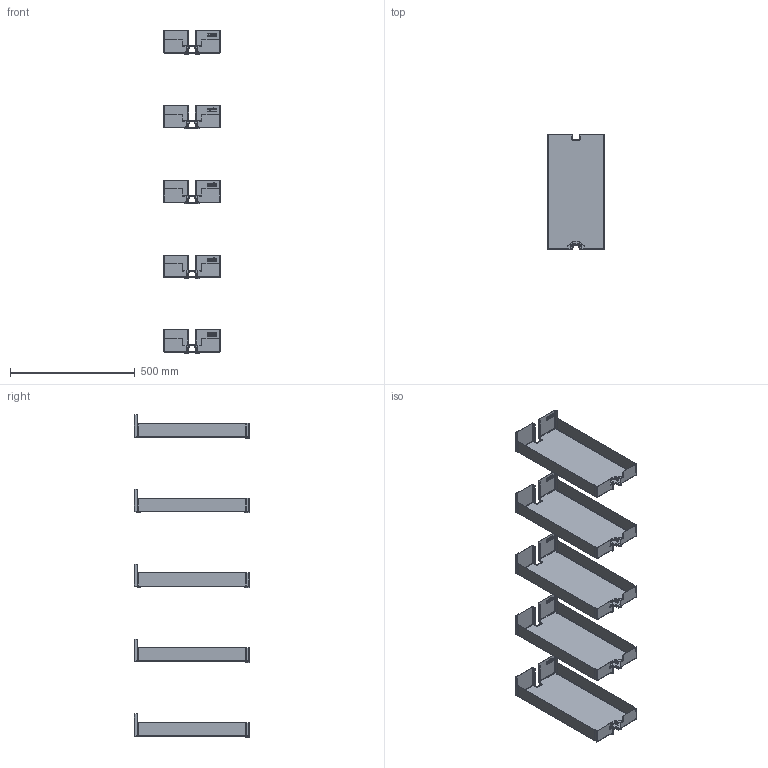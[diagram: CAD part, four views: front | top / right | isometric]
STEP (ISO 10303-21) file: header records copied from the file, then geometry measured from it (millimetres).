
FILE_DESCRIPTION(/* description */ (''),/* implementation_level */ '2;1');
FILE_NAME(/* name */ '3D_100-1243-XX_5.sat.ipt.stp',/* time_stamp */ '2022-05-16T13:42:39+02:00',/* author */ (''),/* organization */ (''),/* preprocessor_version */ 'ST-DEVELOPER v18.1',/* originating_system */ 'Autodesk Inventor 2021',/* authorisation */ '');
FILE_SCHEMA (('CONFIG_CONTROL_DESIGN'));
Products named in the file (1): 3D_100-1243-XX_5.sat
Bounding box: 225 x 462.73 x 1294.45 mm (x, y, z)
Volume: 1145584.7 mm3; surface area: 1832364.1 mm2
Topology: 5 solids, 5 shells, 6310 faces, 16465 edges, 10455 vertices
Faces by surface type: plane 3800, cylinder 1840, torus 310, bspline 310, sphere 50
Entity records: 207577 total; most frequent: CARTESIAN_POINT 51273, ORIENTED_EDGE 32810, DIRECTION 32252, EDGE_CURVE 16405, LINE 11730, VECTOR 11730, VERTEX_POINT 10455, AXIS2_PLACEMENT_3D 10261
